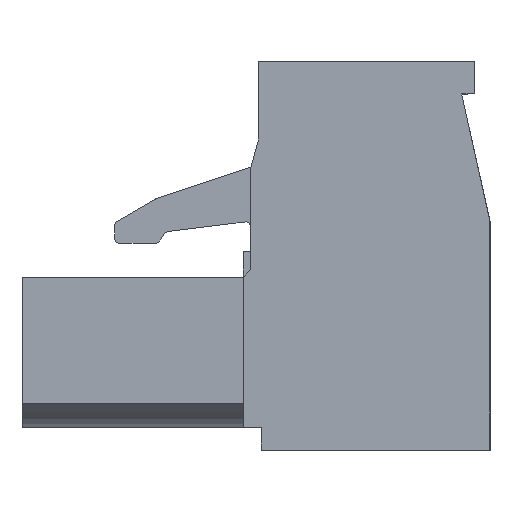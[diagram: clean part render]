
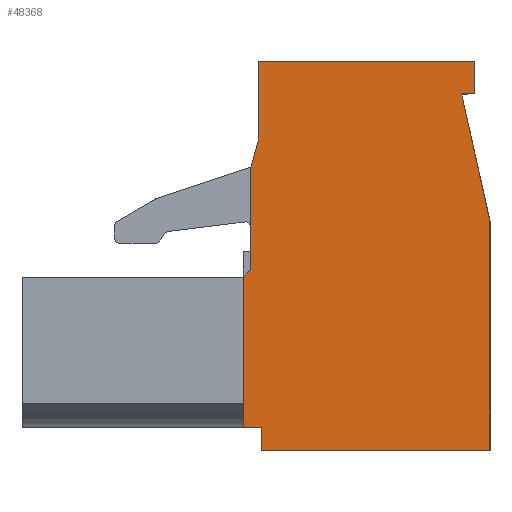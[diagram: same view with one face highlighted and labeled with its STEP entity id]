
A CAD part, left-side view. The second image highlights one B-rep face of the part: STEP entity #48368.
In plain terms, the highlighted planar face has unit normal (-1, 0, 0).
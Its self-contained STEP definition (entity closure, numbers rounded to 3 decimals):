
#8617=ORIENTED_EDGE('',*,*,#18638,.F.);
#8618=ORIENTED_EDGE('',*,*,#16601,.F.);
#8619=ORIENTED_EDGE('',*,*,#17587,.F.);
#8620=ORIENTED_EDGE('',*,*,#15960,.F.);
#8621=ORIENTED_EDGE('',*,*,#17573,.F.);
#8622=ORIENTED_EDGE('',*,*,#16665,.F.);
#8623=ORIENTED_EDGE('',*,*,#16104,.F.);
#8624=ORIENTED_EDGE('',*,*,#17574,.F.);
#8625=ORIENTED_EDGE('',*,*,#15864,.F.);
#8626=ORIENTED_EDGE('',*,*,#17578,.F.);
#8627=ORIENTED_EDGE('',*,*,#17581,.F.);
#8628=ORIENTED_EDGE('',*,*,#14834,.F.);
#8629=ORIENTED_EDGE('',*,*,#17618,.F.);
#14834=EDGE_CURVE('',#21647,#21648,#26141,.T.);
#15864=EDGE_CURVE('',#22544,#22545,#27082,.T.);
#15960=EDGE_CURVE('',#22640,#22641,#27178,.T.);
#16104=EDGE_CURVE('',#22762,#22763,#27321,.T.);
#16601=EDGE_CURVE('',#23235,#23236,#27725,.T.);
#16665=EDGE_CURVE('',#22763,#23291,#27788,.T.);
#17573=EDGE_CURVE('',#23291,#22640,#28607,.T.);
#17574=EDGE_CURVE('',#22545,#22762,#28608,.T.);
#17578=EDGE_CURVE('',#23927,#22544,#28612,.T.);
#17581=EDGE_CURVE('',#21648,#23927,#28615,.T.);
#17587=EDGE_CURVE('',#22641,#23235,#28621,.T.);
#17618=EDGE_CURVE('',#23939,#21647,#28650,.T.);
#18638=EDGE_CURVE('',#23236,#23939,#29534,.T.);
#21647=VERTEX_POINT('',#65836);
#21648=VERTEX_POINT('',#65838);
#22544=VERTEX_POINT('',#67899);
#22545=VERTEX_POINT('',#67901);
#22640=VERTEX_POINT('',#68092);
#22641=VERTEX_POINT('',#68094);
#22762=VERTEX_POINT('',#68359);
#22763=VERTEX_POINT('',#68361);
#23235=VERTEX_POINT('',#69334);
#23236=VERTEX_POINT('',#69336);
#23291=VERTEX_POINT('',#69464);
#23927=VERTEX_POINT('',#71238);
#23939=VERTEX_POINT('',#71316);
#26141=LINE('',#65837,#32361);
#27082=LINE('',#67900,#33302);
#27178=LINE('',#68093,#33398);
#27321=LINE('',#68360,#33541);
#27725=LINE('',#69335,#33945);
#27788=LINE('',#69463,#34008);
#28607=LINE('',#71228,#34827);
#28608=LINE('',#71230,#34828);
#28612=LINE('',#71239,#34832);
#28615=LINE('',#71244,#34835);
#28621=LINE('',#71253,#34841);
#28650=LINE('',#71317,#34870);
#29534=LINE('',#73554,#35754);
#32361=VECTOR('',#53123,1000.);
#33302=VECTOR('',#54514,1000.);
#33398=VECTOR('',#54612,1000.);
#33541=VECTOR('',#54759,1000.);
#33945=VECTOR('',#55359,1000.);
#34008=VECTOR('',#55442,1000.);
#34827=VECTOR('',#56887,1000.);
#34828=VECTOR('',#56890,1000.);
#34832=VECTOR('',#56896,1000.);
#34835=VECTOR('',#56901,1000.);
#34841=VECTOR('',#56911,1000.);
#34870=VECTOR('',#56990,1000.);
#35754=VECTOR('',#59932,1000.);
#40252=EDGE_LOOP('',(#8617,#8618,#8619,#8620,#8621,#8622,#8623,#8624,#8625,
#8626,#8627,#8628,#8629));
#43333=FACE_BOUND('',#40252,.T.);
#45878=PLANE('',#51631);
#48368=ADVANCED_FACE('',(#43333),#45878,.F.);
#51631=AXIS2_PLACEMENT_3D('',#73688,#60094,#60095);
#53123=DIRECTION('',(0.,0.,1.));
#54514=DIRECTION('',(0.,-1.,0.));
#54612=DIRECTION('',(0.,1.,0.));
#54759=DIRECTION('',(0.,1.,0.));
#55359=DIRECTION('',(0.,1.,0.));
#55442=DIRECTION('',(0.,-0.217,-0.976));
#56887=DIRECTION('',(0.,0.,-1.));
#56890=DIRECTION('',(0.,0.,-1.));
#56896=DIRECTION('',(0.,0.,1.));
#56901=DIRECTION('',(0.,-0.263,0.965));
#56911=DIRECTION('',(0.,0.,1.));
#56990=DIRECTION('',(0.,-0.707,0.707));
#59932=DIRECTION('',(0.,0.,1.));
#60094=DIRECTION('',(1.,0.,0.));
#60095=DIRECTION('',(0.,0.,-1.));
#65836=CARTESIAN_POINT('',(-58.52,4.85,2.575));
#65837=CARTESIAN_POINT('',(-58.52,4.85,6.55));
#65838=CARTESIAN_POINT('',(-58.52,4.85,6.55));
#67899=CARTESIAN_POINT('',(-58.52,4.55,10.65));
#67900=CARTESIAN_POINT('',(-58.52,-3.85,10.65));
#67901=CARTESIAN_POINT('',(-58.52,-3.85,10.65));
#68092=CARTESIAN_POINT('',(-58.52,-4.45,-4.45));
#68093=CARTESIAN_POINT('',(-58.52,4.45,-4.45));
#68094=CARTESIAN_POINT('',(-58.52,4.45,-4.45));
#68359=CARTESIAN_POINT('',(-58.52,-3.85,9.4));
#68360=CARTESIAN_POINT('',(-58.52,-3.35,9.4));
#68361=CARTESIAN_POINT('',(-58.52,-3.35,9.4));
#69334=CARTESIAN_POINT('',(-58.52,4.45,-3.575));
#69335=CARTESIAN_POINT('',(-58.52,5.15,-3.575));
#69336=CARTESIAN_POINT('',(-58.52,5.15,-3.575));
#69463=CARTESIAN_POINT('',(-58.52,-3.35,9.4));
#69464=CARTESIAN_POINT('',(-58.52,-4.45,4.45));
#71228=CARTESIAN_POINT('',(-58.52,-4.45,-4.45));
#71230=CARTESIAN_POINT('',(-58.52,-3.85,9.4));
#71238=CARTESIAN_POINT('',(-58.52,4.55,7.65));
#71239=CARTESIAN_POINT('',(-58.52,4.55,10.65));
#71244=CARTESIAN_POINT('',(-58.52,4.55,7.65));
#71253=CARTESIAN_POINT('',(-58.52,4.45,-3.575));
#71316=CARTESIAN_POINT('',(-58.52,5.15,2.275));
#71317=CARTESIAN_POINT('',(-58.52,5.15,2.275));
#73554=CARTESIAN_POINT('',(-58.52,5.15,2.275));
#73688=CARTESIAN_POINT('',(-58.52,0.,0.));
